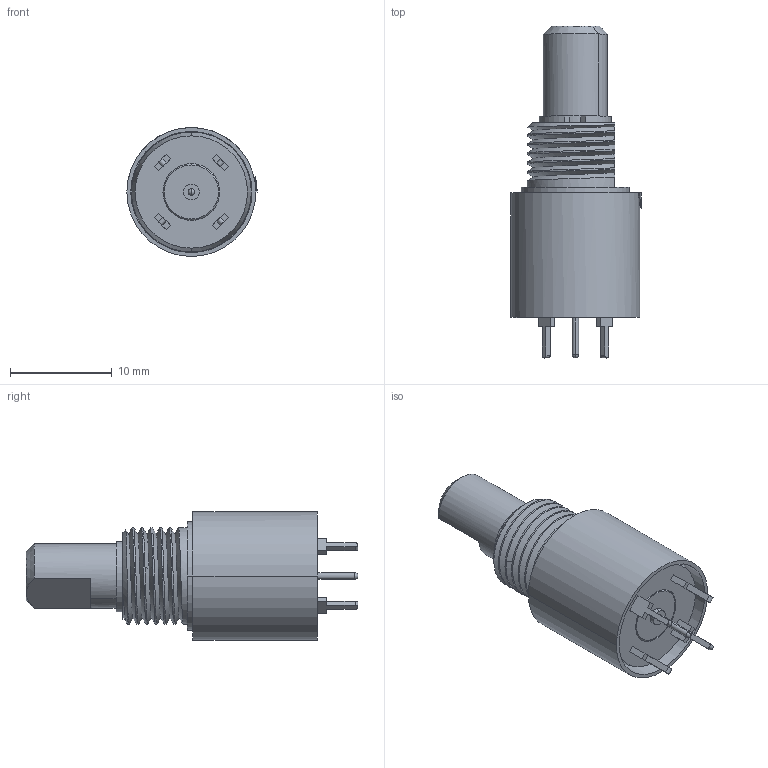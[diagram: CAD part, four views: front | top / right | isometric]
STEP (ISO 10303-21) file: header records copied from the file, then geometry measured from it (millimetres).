
FILE_DESCRIPTION((''),'2;1');
FILE_NAME('50KP90-01-1-XX_SW0001','2011-04-01T',('Administrator'),(''),'PRO/ENGINEER BY PARAMETRIC TECHNOLOGY CORPORATION, 2006200','PRO/ENGINEER BY PARAMETRIC TECHNOLOGY CORPORATION, 2006200','');
FILE_SCHEMA(('CONFIG_CONTROL_DESIGN'));
Length unit declared in the file: inch
Products named in the file (1): 50KP90-01-1-XX_SW0001
Bounding box: 12.83 x 32.69 x 12.7 mm (x, y, z)
Volume: 1276.7 mm3; surface area: 2577.8 mm2
Topology: 3 solids, 4 shells, 364 faces, 974 edges, 641 vertices
Faces by surface type: plane 259, cylinder 67, bspline 16, cone 16, torus 4, sphere 2
Entity records: 17279 total; most frequent: CARTESIAN_POINT 4504, ORIENTED_EDGE 1944, DIRECTION 1761, EDGE_CURVE 972, VECTOR 735, LINE 735, VERTEX_POINT 641, FILL_AREA_STYLE_COLOUR 586
